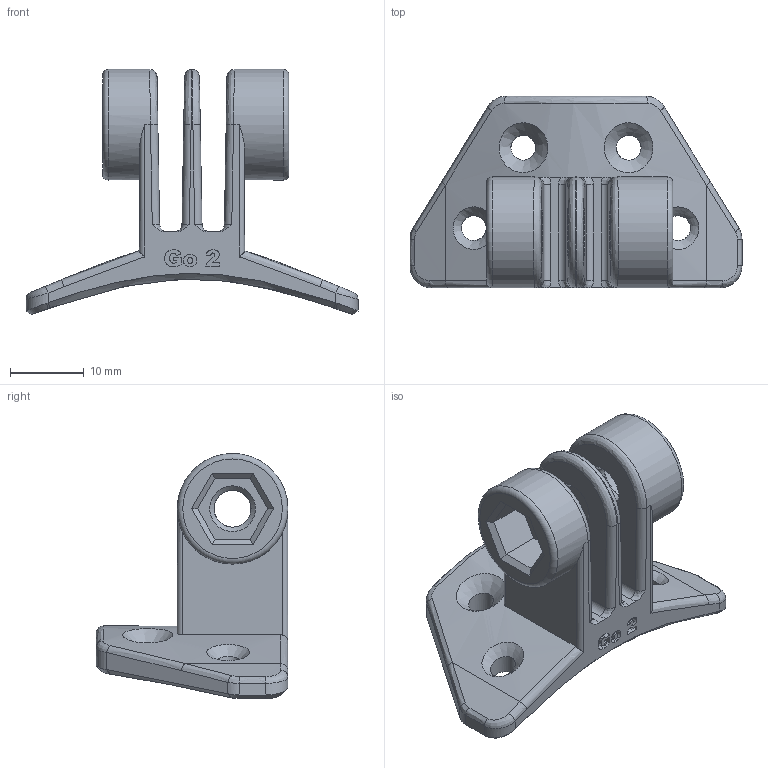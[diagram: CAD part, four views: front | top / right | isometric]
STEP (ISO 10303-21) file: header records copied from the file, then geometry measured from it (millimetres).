
FILE_DESCRIPTION(/* description */ ('','CAx-IF Rec.Pracs.---Representation and Presentation of Product Manufacturing Information (PMI)---4.0---2014-10-13'),/* implementation_level */ '2;1');
FILE_NAME(/* name */ '620e0721-2b98-44a7-8577-c7cecebdd06f.step',/* time_stamp */ '2025-02-03T16:49:47Z',/* author */ (''),/* organization */ (''),/* preprocessor_version */ 'ST-DEVELOPER v20',/* originating_system */ 'Autodesk Translation Framework v13.20.0.188',/* authorisation */ '');
FILE_SCHEMA (('AP242_MANAGED_MODEL_BASED_3D_ENGINEERING_MIM_LF { 1 0 10303 442 1 1 4 }'));
Length unit declared in the file: millimetre
Products named in the file (1): Gopro-Go2-Mount.f3d
Bounding box: 45 x 26 x 33.24 mm (x, y, z)
Volume: 7172.3 mm3; surface area: 5309.9 mm2
Topology: 1 solids, 1 shells, 197 faces, 519 edges, 330 vertices
Faces by surface type: bspline 114, plane 45, cylinder 33, cone 3, torus 2
Full cylindrical faces by diameter (mm): 3.35 x4, 5 x3, 12 x1, 15 x2
Entity records: 9176 total; most frequent: CARTESIAN_POINT 5015, ORIENTED_EDGE 1038, DIRECTION 526, EDGE_CURVE 519, VERTEX_POINT 330, B_SPLINE_CURVE_WITH_KNOTS 235, EDGE_LOOP 217, LINE 210
